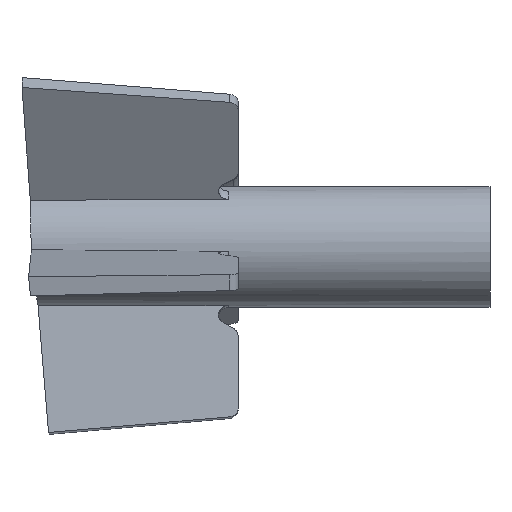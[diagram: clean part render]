
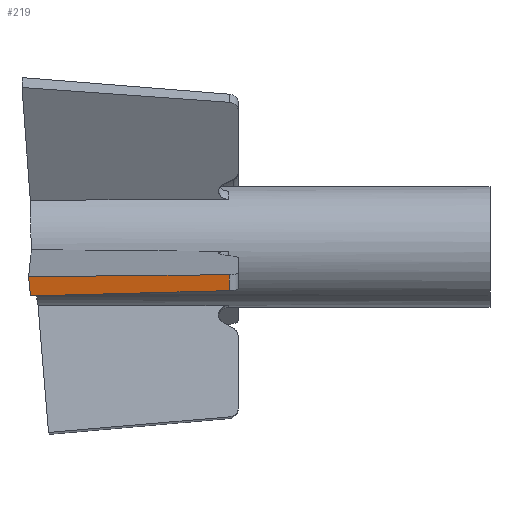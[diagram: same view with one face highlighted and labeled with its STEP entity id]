
A CAD part, left-side view. The second image highlights one B-rep face of the part: STEP entity #219.
In plain terms, the highlighted planar face has unit normal (-0.974, -0.087, -0.207).
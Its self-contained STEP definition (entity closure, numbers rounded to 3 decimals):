
#219 = ADVANCED_FACE('',(#220),#234,.T.);
#220 = FACE_BOUND('',#221,.T.);
#221 = EDGE_LOOP('',(#222,#245,#261,#277));
#222 = ORIENTED_EDGE('',*,*,#223,.T.);
#223 = EDGE_CURVE('',#224,#226,#228,.T.);
#224 = VERTEX_POINT('',#225);
#225 = CARTESIAN_POINT('',(1431.045,-739.141,
    1468.939));
#226 = VERTEX_POINT('',#227);
#227 = CARTESIAN_POINT('',(1431.872,-749.015,
    1469.202));
#228 = SURFACE_CURVE('',#229,(#233),.PCURVE_S1.);
#229 = LINE('',#230,#231);
#230 = CARTESIAN_POINT('',(1431.885,-749.167,
    1469.206));
#231 = VECTOR('',#232,1.);
#232 = DIRECTION('',(0.083,-0.996,
    0.027));
#233 = PCURVE('',#234,#239);
#234 = PLANE('',#235);
#235 = AXIS2_PLACEMENT_3D('',#236,#237,#238);
#236 = CARTESIAN_POINT('',(1431.884,-749.167,
    1469.209));
#237 = DIRECTION('',(-0.974,-0.087,-0.207
    ));
#238 = DIRECTION('',(0.208,0.,-0.978)
  );
#239 = DEFINITIONAL_REPRESENTATION('',(#240),#244);
#240 = LINE('',#241,#242);
#241 = CARTESIAN_POINT('',(0.003,0.));
#242 = VECTOR('',#243,1.);
#243 = DIRECTION('',(-0.009,1.));
#244 = ( GEOMETRIC_REPRESENTATION_CONTEXT(2) 
PARAMETRIC_REPRESENTATION_CONTEXT() REPRESENTATION_CONTEXT('2D SPACE',''
  ) );
#245 = ORIENTED_EDGE('',*,*,#246,.T.);
#246 = EDGE_CURVE('',#226,#247,#249,.T.);
#247 = VERTEX_POINT('',#248);
#248 = CARTESIAN_POINT('',(1431.704,-749.015,
    1469.993));
#249 = SURFACE_CURVE('',#250,(#254),.PCURVE_S1.);
#250 = LINE('',#251,#252);
#251 = CARTESIAN_POINT('',(1431.871,-749.015,
    1469.206));
#252 = VECTOR('',#253,1.);
#253 = DIRECTION('',(-0.208,0.,0.978));
#254 = PCURVE('',#234,#255);
#255 = DEFINITIONAL_REPRESENTATION('',(#256),#260);
#256 = LINE('',#257,#258);
#257 = CARTESIAN_POINT('',(0.,-0.152));
#258 = VECTOR('',#259,1.);
#259 = DIRECTION('',(-1.,0.));
#260 = ( GEOMETRIC_REPRESENTATION_CONTEXT(2) 
PARAMETRIC_REPRESENTATION_CONTEXT() REPRESENTATION_CONTEXT('2D SPACE',''
  ) );
#261 = ORIENTED_EDGE('',*,*,#262,.F.);
#262 = EDGE_CURVE('',#263,#247,#265,.T.);
#263 = VERTEX_POINT('',#264);
#264 = CARTESIAN_POINT('',(1430.833,-739.049,
    1469.897));
#265 = SURFACE_CURVE('',#266,(#270),.PCURVE_S1.);
#266 = LINE('',#267,#268);
#267 = CARTESIAN_POINT('',(1431.717,-749.167,
    1469.994));
#268 = VECTOR('',#269,1.);
#269 = DIRECTION('',(0.087,-0.996,
    0.01));
#270 = PCURVE('',#234,#271);
#271 = DEFINITIONAL_REPRESENTATION('',(#272),#276);
#272 = LINE('',#273,#274);
#273 = CARTESIAN_POINT('',(-0.803,0.));
#274 = VECTOR('',#275,1.);
#275 = DIRECTION('',(0.009,1.));
#276 = ( GEOMETRIC_REPRESENTATION_CONTEXT(2) 
PARAMETRIC_REPRESENTATION_CONTEXT() REPRESENTATION_CONTEXT('2D SPACE',''
  ) );
#277 = ORIENTED_EDGE('',*,*,#278,.T.);
#278 = EDGE_CURVE('',#263,#224,#279,.T.);
#279 = SURFACE_CURVE('',#280,(#285),.PCURVE_S1.);
#280 = B_SPLINE_CURVE_WITH_KNOTS('',3,(#281,#282,#283,#284),
  .UNSPECIFIED.,.F.,.F.,(4,4),(0.,1.),.PIECEWISE_BEZIER_KNOTS.);
#281 = CARTESIAN_POINT('',(1430.833,-739.049,
    1469.897));
#282 = CARTESIAN_POINT('',(1430.904,-739.08,
    1469.577));
#283 = CARTESIAN_POINT('',(1430.974,-739.111,
    1469.258));
#284 = CARTESIAN_POINT('',(1431.045,-739.141,
    1468.939));
#285 = PCURVE('',#234,#286);
#286 = DEFINITIONAL_REPRESENTATION('',(#287),#292);
#287 = B_SPLINE_CURVE_WITH_KNOTS('',3,(#288,#289,#290,#291),
  .UNSPECIFIED.,.F.,.F.,(4,4),(0.,1.),.PIECEWISE_BEZIER_KNOTS.);
#288 = CARTESIAN_POINT('',(-0.891,-10.156));
#289 = CARTESIAN_POINT('',(-0.564,-10.125));
#290 = CARTESIAN_POINT('',(-0.237,-10.094));
#291 = CARTESIAN_POINT('',(0.09,-10.064));
#292 = ( GEOMETRIC_REPRESENTATION_CONTEXT(2) 
PARAMETRIC_REPRESENTATION_CONTEXT() REPRESENTATION_CONTEXT('2D SPACE',''
  ) );
